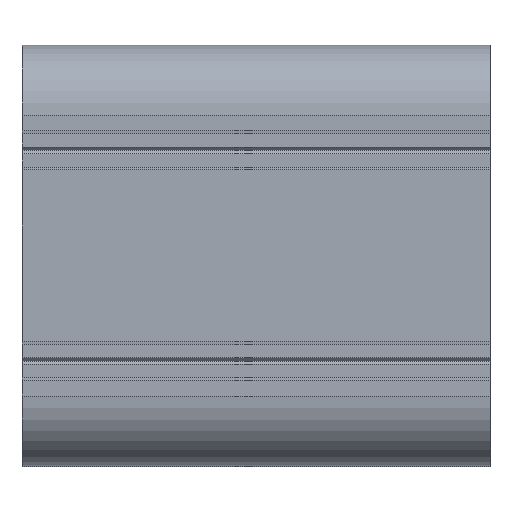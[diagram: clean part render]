
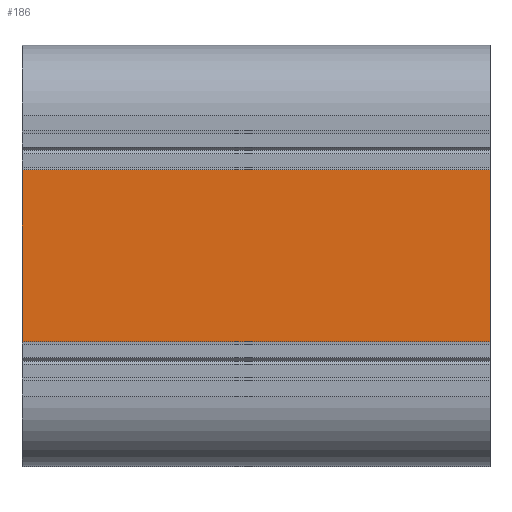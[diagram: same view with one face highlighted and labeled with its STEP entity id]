
A CAD part, top view. The second image highlights one B-rep face of the part: STEP entity #186.
In plain terms, the highlighted planar face has unit normal (0, 0, 1).
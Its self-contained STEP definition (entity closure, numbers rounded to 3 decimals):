
#15 = DIRECTION ( 'NONE',  ( -1., 0., 0. ) ) ;
#186 = ADVANCED_FACE ( 'NONE', ( #876 ), #6478, .F. ) ;
#214 = VECTOR ( 'NONE', #2442, 1000. ) ;
#337 = ORIENTED_EDGE ( 'NONE', *, *, #3947, .T. ) ;
#742 = AXIS2_PLACEMENT_3D ( 'NONE', #4384, #3489, #15 ) ;
#876 = FACE_OUTER_BOUND ( 'NONE', #4074, .T. ) ;
#1301 = VERTEX_POINT ( 'NONE', #2884 ) ;
#1570 = ORIENTED_EDGE ( 'NONE', *, *, #4842, .F. ) ;
#1869 = LINE ( 'NONE', #6287, #5434 ) ;
#1939 = CARTESIAN_POINT ( 'NONE',  ( -40.816, 36.547, 45.006 ) ) ;
#1942 = VERTEX_POINT ( 'NONE', #1939 ) ;
#2197 = DIRECTION ( 'NONE',  ( -1., 0., 0. ) ) ;
#2442 = DIRECTION ( 'NONE',  ( 0., -1., 0. ) ) ;
#2798 = VECTOR ( 'NONE', #5836, 1000. ) ;
#2884 = CARTESIAN_POINT ( 'NONE',  ( -40.816, 73.249, 45.006 ) ) ;
#2890 = LINE ( 'NONE', #4043, #214 ) ;
#2903 = CARTESIAN_POINT ( 'NONE',  ( 59.184, 73.249, 45.006 ) ) ;
#3223 = ORIENTED_EDGE ( 'NONE', *, *, #4676, .F. ) ;
#3489 = DIRECTION ( 'NONE',  ( 0., 0., -1. ) ) ;
#3496 = VERTEX_POINT ( 'NONE', #2903 ) ;
#3717 = CARTESIAN_POINT ( 'NONE',  ( 59.184, 36.547, 45.006 ) ) ;
#3811 = EDGE_CURVE ( 'NONE', #3496, #1301, #1869, .T. ) ;
#3947 = EDGE_CURVE ( 'NONE', #1301, #1942, #5983, .T. ) ;
#4043 = CARTESIAN_POINT ( 'NONE',  ( 59.184, 73.249, 45.006 ) ) ;
#4074 = EDGE_LOOP ( 'NONE', ( #337, #1570, #3223, #5615 ) ) ;
#4384 = CARTESIAN_POINT ( 'NONE',  ( 59.184, 73.249, 45.006 ) ) ;
#4676 = EDGE_CURVE ( 'NONE', #3496, #5789, #2890, .T. ) ;
#4842 = EDGE_CURVE ( 'NONE', #5789, #1942, #4965, .T. ) ;
#4914 = CARTESIAN_POINT ( 'NONE',  ( -40.816, 73.249, 45.006 ) ) ;
#4965 = LINE ( 'NONE', #3717, #5448 ) ;
#5298 = CARTESIAN_POINT ( 'NONE',  ( 59.184, 36.547, 45.006 ) ) ;
#5434 = VECTOR ( 'NONE', #5498, 1000. ) ;
#5448 = VECTOR ( 'NONE', #2197, 1000. ) ;
#5498 = DIRECTION ( 'NONE',  ( -1., 0., 0. ) ) ;
#5615 = ORIENTED_EDGE ( 'NONE', *, *, #3811, .T. ) ;
#5789 = VERTEX_POINT ( 'NONE', #5298 ) ;
#5836 = DIRECTION ( 'NONE',  ( 0., -1., 0. ) ) ;
#5983 = LINE ( 'NONE', #4914, #2798 ) ;
#6287 = CARTESIAN_POINT ( 'NONE',  ( 59.184, 73.249, 45.006 ) ) ;
#6478 = PLANE ( 'NONE',  #742 ) ;
